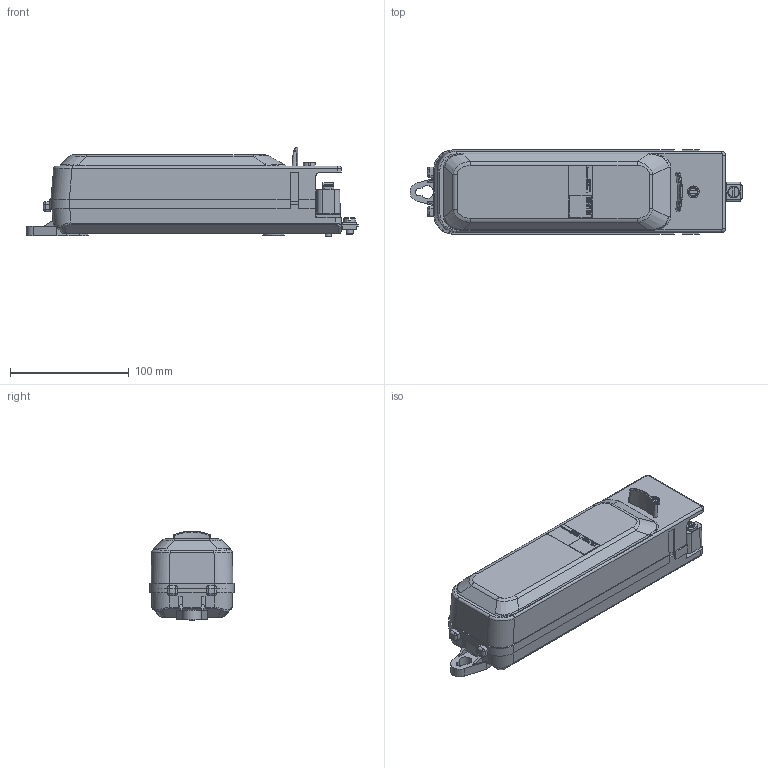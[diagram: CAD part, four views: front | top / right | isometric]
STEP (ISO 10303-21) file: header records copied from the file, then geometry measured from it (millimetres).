
FILE_DESCRIPTION( ( 'Unknown' ), '1' );
FILE_NAME( 'ELEQ LS-84 3D solid.stp', 'Unknown', ( 'GGr' ), ( 'Eleq' ), 'PSStep 17.0.49', 'Unknown', ' ' );
FILE_SCHEMA( ( 'AUTOMOTIVE_DESIGN { 1 0 10303 214 1 1 1 1 }' ) );
Length unit declared in the file: millimetre
Products named in the file (2): Eleq logo solid
Bounding box: 279.47 x 71.07 x 75.53 mm (x, y, z)
Volume: 993299.5 mm3; surface area: 90215.3 mm2
Topology: 2 solids, 7 shells, 899 faces, 2383 edges, 1550 vertices
Faces by surface type: plane 590, cylinder 165, extrusion 58, bspline 42, cone 18, torus 14, sphere 10, revolution 2
Full cylindrical faces by diameter (mm): 3 x4, 3.5 x4, 5 x3, 5.5 x2, 6 x4, 6.3 x1, 7 x1, 7.2 x1, 9 x1, 10 x1, 18 x1
Entity records: 42305 total; most frequent: CARTESIAN_POINT 13334, ORIENTED_EDGE 4618, DIRECTION 4152, EDGE_CURVE 2309, VECTOR 1710, LINE 1652, VERTEX_POINT 1525, AXIS2_PLACEMENT_3D 1220
